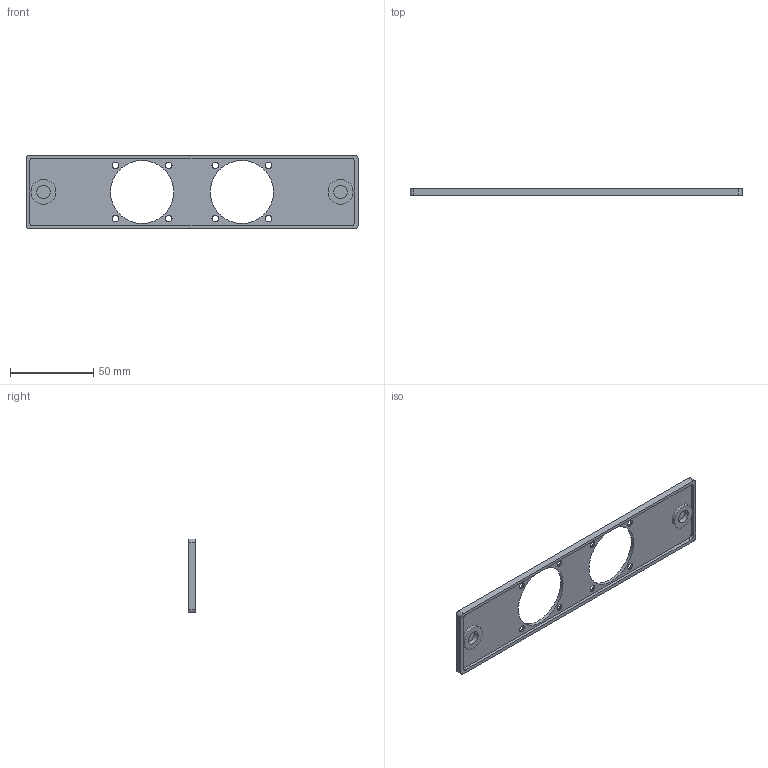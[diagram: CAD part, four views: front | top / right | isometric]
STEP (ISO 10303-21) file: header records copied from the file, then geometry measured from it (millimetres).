
FILE_DESCRIPTION(('HOOPS Exchange Step'),'2;1');
FILE_NAME('temp_export','2025-09-13T18:28:53+02:00',('cb'),('Shapr3D Limited'),'HOOPS Exchange 2025.5','Shapr3D','Authorized');
FILE_SCHEMA( ('AP242_MANAGED_MODEL_BASED_3D_ENGINEERING_MIM_LF {1 0 10303 442 1 1 4}') );
Length unit declared in the file: millimetre
Products named in the file (1): Panel-1U-mag-fan40x2
Bounding box: 199.6 x 4 x 44.45 mm (x, y, z)
Volume: 15251.8 mm3; surface area: 16849.2 mm2
Topology: 1 solids, 1 shells, 45 faces, 136 edges, 98 vertices
Faces by surface type: cylinder 22, plane 15, cone 8
Full cylindrical faces by diameter (mm): 4 x8, 8.2 x2, 15 x2, 38 x2
Entity records: 1684 total; most frequent: DIRECTION 312, CARTESIAN_POINT 281, ORIENTED_EDGE 272, EDGE_CURVE 136, AXIS2_PLACEMENT_3D 129, VERTEX_POINT 98, CIRCLE 82, EDGE_LOOP 70
